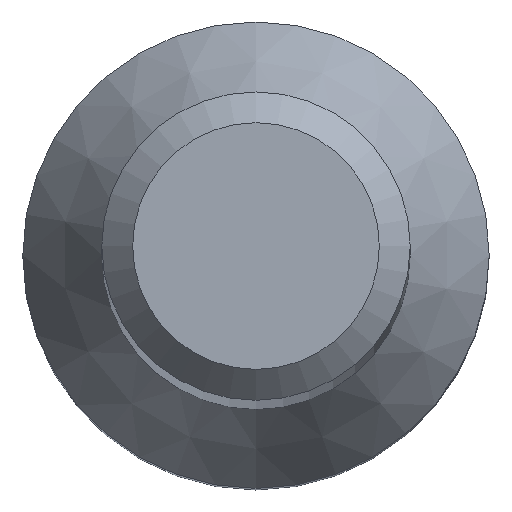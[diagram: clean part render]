
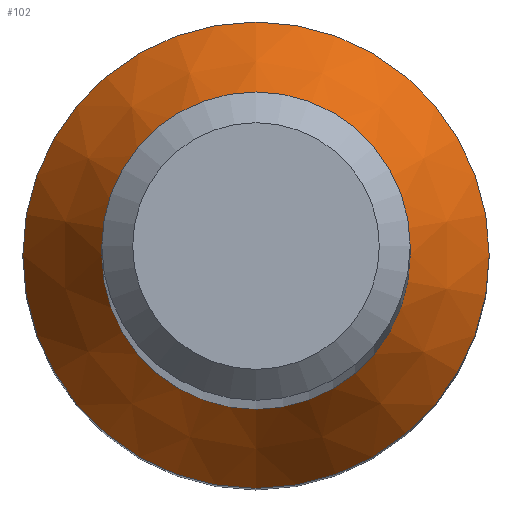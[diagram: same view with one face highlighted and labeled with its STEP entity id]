
A CAD part, top view. The second image highlights one B-rep face of the part: STEP entity #102.
In plain terms, the highlighted conical face has half-angle 30 degrees and reference radius 3.025 mm.
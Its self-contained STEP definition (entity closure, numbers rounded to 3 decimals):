
#7 = EDGE_LOOP ( 'NONE', ( #126 ) ) ;
#24 = VERTEX_POINT ( 'NONE', #210 ) ;
#29 = ORIENTED_EDGE ( 'NONE', *, *, #206, .T. ) ;
#36 = DIRECTION ( 'NONE',  ( 0., 1., 0. ) ) ;
#37 = CARTESIAN_POINT ( 'NONE',  ( 0., 3.025, 12. ) ) ;
#43 = VERTEX_POINT ( 'NONE', #37 ) ;
#44 = DIRECTION ( 'NONE',  ( 0., 0., -1. ) ) ;
#52 = AXIS2_PLACEMENT_3D ( 'NONE', #57, #207, #185 ) ;
#57 = CARTESIAN_POINT ( 'NONE',  ( 0., 0., 12. ) ) ;
#98 = CARTESIAN_POINT ( 'NONE',  ( 0., 0., 12. ) ) ;
#102 = ADVANCED_FACE ( 'NONE', ( #168, #113 ), #179, .T. ) ;
#104 = CIRCLE ( 'NONE', #138, 3.025 ) ;
#113 = FACE_OUTER_BOUND ( 'NONE', #7, .T. ) ;
#120 = AXIS2_PLACEMENT_3D ( 'NONE', #131, #204, #36 ) ;
#126 = ORIENTED_EDGE ( 'NONE', *, *, #238, .F. ) ;
#131 = CARTESIAN_POINT ( 'NONE',  ( 0., 0., 13.775 ) ) ;
#138 = AXIS2_PLACEMENT_3D ( 'NONE', #98, #44, #192 ) ;
#164 = EDGE_LOOP ( 'NONE', ( #29 ) ) ;
#168 = FACE_BOUND ( 'NONE', #164, .T. ) ;
#179 = CONICAL_SURFACE ( 'NONE', #52, 3.025, 0.524 ) ;
#185 = DIRECTION ( 'NONE',  ( 0., 1., 0. ) ) ;
#192 = DIRECTION ( 'NONE',  ( 0., 1., 0. ) ) ;
#193 = CIRCLE ( 'NONE', #120, 2. ) ;
#204 = DIRECTION ( 'NONE',  ( 0., 0., -1. ) ) ;
#206 = EDGE_CURVE ( 'NONE', #24, #24, #193, .T. ) ;
#207 = DIRECTION ( 'NONE',  ( 0., 0., -1. ) ) ;
#210 = CARTESIAN_POINT ( 'NONE',  ( 0., 2., 13.775 ) ) ;
#238 = EDGE_CURVE ( 'NONE', #43, #43, #104, .T. ) ;
